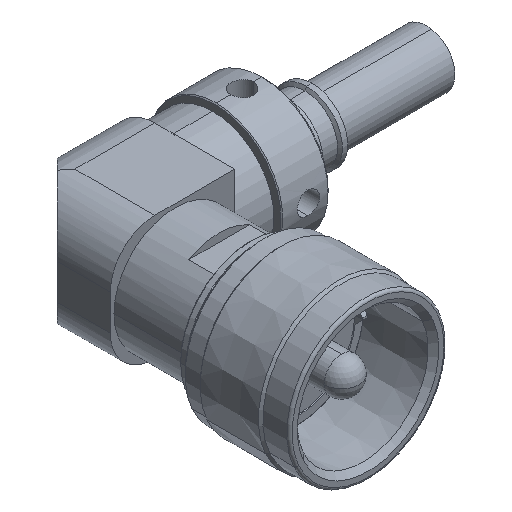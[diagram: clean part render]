
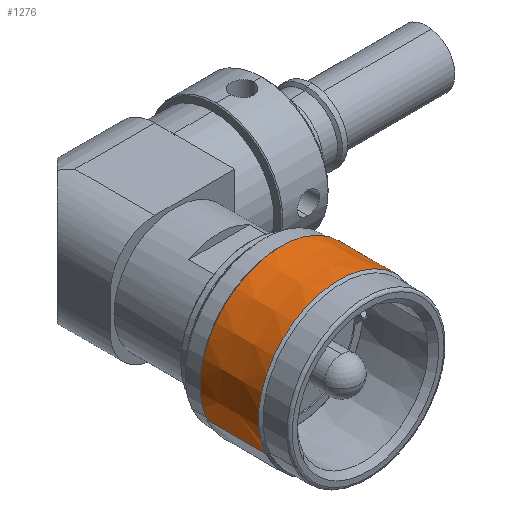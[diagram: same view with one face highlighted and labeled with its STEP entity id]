
A CAD part, isometric view. The second image highlights one B-rep face of the part: STEP entity #1276.
In plain terms, the highlighted conical face has half-angle 0 degrees and reference radius 9.1 mm.
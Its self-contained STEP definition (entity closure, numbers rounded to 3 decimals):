
#135 = FACE_OUTER_BOUND ( 'NONE', #240, .T. ) ;
#240 = EDGE_LOOP ( 'NONE', ( #700, #4574, #821, #3624 ) ) ;
#280 = EDGE_CURVE ( 'NONE', #1148, #3062, #1497, .T. ) ;
#526 = DIRECTION ( 'NONE',  ( 0., -0.407, -0.913 ) ) ;
#700 = ORIENTED_EDGE ( 'NONE', *, *, #4036, .T. ) ;
#780 = CARTESIAN_POINT ( 'NONE',  ( 2.6, 0., 0. ) ) ;
#821 = ORIENTED_EDGE ( 'NONE', *, *, #2374, .F. ) ;
#988 = LINE ( 'NONE', #2455, #1097 ) ;
#1097 = VECTOR ( 'NONE', #4742, 1000. ) ;
#1148 = VERTEX_POINT ( 'NONE', #2506 ) ;
#1276 = ADVANCED_FACE ( 'NONE', ( #135 ), #3974, .T. ) ;
#1279 = EDGE_CURVE ( 'NONE', #4277, #4311, #988, .T. ) ;
#1497 = LINE ( 'NONE', #3272, #1992 ) ;
#1788 = DIRECTION ( 'NONE',  ( 0., -0.407, -0.913 ) ) ;
#1822 = DIRECTION ( 'NONE',  ( 1., 0., 0. ) ) ;
#1844 = CARTESIAN_POINT ( 'NONE',  ( -3.95, 0., 0. ) ) ;
#1992 = VECTOR ( 'NONE', #2753, 1000. ) ;
#2036 = CARTESIAN_POINT ( 'NONE',  ( -3.95, -3.707, -8.311 ) ) ;
#2374 = EDGE_CURVE ( 'NONE', #4311, #3062, #2536, .T. ) ;
#2455 = CARTESIAN_POINT ( 'NONE',  ( -3.95, -3.707, -8.311 ) ) ;
#2506 = CARTESIAN_POINT ( 'NONE',  ( -3.95, 3.707, 8.311 ) ) ;
#2525 = CARTESIAN_POINT ( 'NONE',  ( 2.6, -3.707, -8.311 ) ) ;
#2536 = CIRCLE ( 'NONE', #3611, 9.1 ) ;
#2753 = DIRECTION ( 'NONE',  ( 1., 0., 0. ) ) ;
#2820 = DIRECTION ( 'NONE',  ( 1., 0., 0. ) ) ;
#2822 = CARTESIAN_POINT ( 'NONE',  ( -3.95, 0., 0. ) ) ;
#2955 = AXIS2_PLACEMENT_3D ( 'NONE', #1844, #1822, #1788 ) ;
#3013 = DIRECTION ( 'NONE',  ( 0., -0.407, -0.913 ) ) ;
#3062 = VERTEX_POINT ( 'NONE', #4227 ) ;
#3272 = CARTESIAN_POINT ( 'NONE',  ( -3.95, 3.707, 8.311 ) ) ;
#3564 = AXIS2_PLACEMENT_3D ( 'NONE', #2822, #2820, #3013 ) ;
#3611 = AXIS2_PLACEMENT_3D ( 'NONE', #780, #4687, #526 ) ;
#3624 = ORIENTED_EDGE ( 'NONE', *, *, #1279, .F. ) ;
#3974 = CONICAL_SURFACE ( 'NONE', #3564, 9.1, 0. ) ;
#4036 = EDGE_CURVE ( 'NONE', #4277, #1148, #4423, .T. ) ;
#4227 = CARTESIAN_POINT ( 'NONE',  ( 2.6, 3.707, 8.311 ) ) ;
#4277 = VERTEX_POINT ( 'NONE', #2036 ) ;
#4311 = VERTEX_POINT ( 'NONE', #2525 ) ;
#4423 = CIRCLE ( 'NONE', #2955, 9.1 ) ;
#4574 = ORIENTED_EDGE ( 'NONE', *, *, #280, .T. ) ;
#4687 = DIRECTION ( 'NONE',  ( 1., 0., 0. ) ) ;
#4742 = DIRECTION ( 'NONE',  ( 1., 0., 0. ) ) ;
